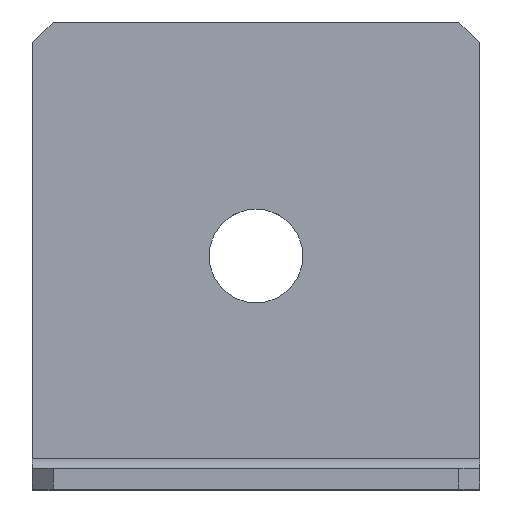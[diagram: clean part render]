
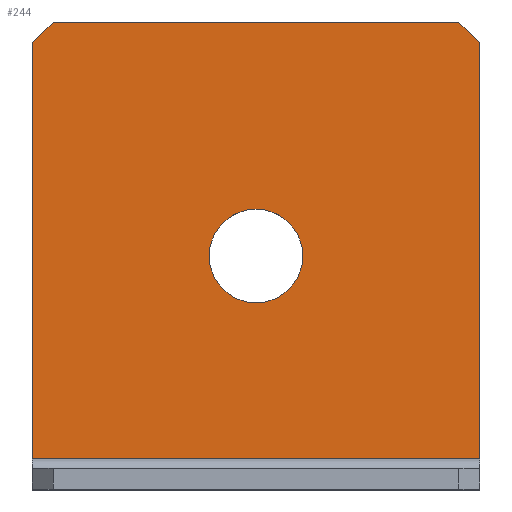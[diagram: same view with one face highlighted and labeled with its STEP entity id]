
A CAD part, top view. The second image highlights one B-rep face of the part: STEP entity #244.
In plain terms, the highlighted planar face has unit normal (0, 0, 1).
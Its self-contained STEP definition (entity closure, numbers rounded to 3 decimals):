
#1 = LINE ( 'NONE', #166, #551 ) ;
#13 = ORIENTED_EDGE ( 'NONE', *, *, #425, .F. ) ;
#14 = DIRECTION ( 'NONE',  ( 0., 0., -1. ) ) ;
#16 = EDGE_CURVE ( 'NONE', #431, #231, #348, .T. ) ;
#18 = DIRECTION ( 'NONE',  ( -0.707, -0.707, 0. ) ) ;
#21 = VECTOR ( 'NONE', #299, 1000. ) ;
#23 = CIRCLE ( 'NONE', #75, 4.5 ) ;
#29 = VERTEX_POINT ( 'NONE', #190 ) ;
#32 = ORIENTED_EDGE ( 'NONE', *, *, #377, .T. ) ;
#37 = EDGE_CURVE ( 'NONE', #606, #29, #293, .T. ) ;
#44 = CARTESIAN_POINT ( 'NONE',  ( 21.5, 43., 2. ) ) ;
#55 = CARTESIAN_POINT ( 'NONE',  ( -19.5, 45., 2. ) ) ;
#58 = CARTESIAN_POINT ( 'NONE',  ( 4.5, 22.5, 2. ) ) ;
#75 = AXIS2_PLACEMENT_3D ( 'NONE', #672, #83, #410 ) ;
#77 = EDGE_LOOP ( 'NONE', ( #82, #13 ) ) ;
#81 = EDGE_LOOP ( 'NONE', ( #426, #32, #176, #133, #596, #214 ) ) ;
#82 = ORIENTED_EDGE ( 'NONE', *, *, #216, .F. ) ;
#83 = DIRECTION ( 'NONE',  ( 0., 0., 1. ) ) ;
#103 = VECTOR ( 'NONE', #646, 1000. ) ;
#106 = CARTESIAN_POINT ( 'NONE',  ( -4.5, 22.5, 2. ) ) ;
#132 = AXIS2_PLACEMENT_3D ( 'NONE', #638, #14, #174 ) ;
#133 = ORIENTED_EDGE ( 'NONE', *, *, #323, .T. ) ;
#143 = VECTOR ( 'NONE', #144, 1000. ) ;
#144 = DIRECTION ( 'NONE',  ( -1., 0., 0. ) ) ;
#156 = CARTESIAN_POINT ( 'NONE',  ( 21.5, 43., 2. ) ) ;
#166 = CARTESIAN_POINT ( 'NONE',  ( -21.5, 0., 2. ) ) ;
#172 = VERTEX_POINT ( 'NONE', #58 ) ;
#174 = DIRECTION ( 'NONE',  ( -1., 0., 0. ) ) ;
#176 = ORIENTED_EDGE ( 'NONE', *, *, #16, .T. ) ;
#190 = CARTESIAN_POINT ( 'NONE',  ( -21.5, 3., 2. ) ) ;
#196 = VECTOR ( 'NONE', #18, 1000. ) ;
#209 = DIRECTION ( 'NONE',  ( 0., -1., 0. ) ) ;
#214 = ORIENTED_EDGE ( 'NONE', *, *, #37, .F. ) ;
#216 = EDGE_CURVE ( 'NONE', #172, #593, #294, .T. ) ;
#231 = VERTEX_POINT ( 'NONE', #55 ) ;
#235 = LINE ( 'NONE', #339, #103 ) ;
#244 = ADVANCED_FACE ( 'NONE', ( #582, #326 ), #435, .F. ) ;
#248 = LINE ( 'NONE', #44, #260 ) ;
#256 = EDGE_CURVE ( 'NONE', #606, #556, #235, .T. ) ;
#260 = VECTOR ( 'NONE', #666, 1000. ) ;
#272 = AXIS2_PLACEMENT_3D ( 'NONE', #467, #374, #419 ) ;
#293 = LINE ( 'NONE', #356, #21 ) ;
#294 = CIRCLE ( 'NONE', #272, 4.5 ) ;
#299 = DIRECTION ( 'NONE',  ( -1., 0., 0. ) ) ;
#323 = EDGE_CURVE ( 'NONE', #231, #403, #595, .T. ) ;
#326 = FACE_BOUND ( 'NONE', #77, .T. ) ;
#339 = CARTESIAN_POINT ( 'NONE',  ( 21.5, 0., 2. ) ) ;
#348 = LINE ( 'NONE', #550, #143 ) ;
#356 = CARTESIAN_POINT ( 'NONE',  ( 21.5, 3., 2. ) ) ;
#374 = DIRECTION ( 'NONE',  ( 0., 0., 1. ) ) ;
#377 = EDGE_CURVE ( 'NONE', #556, #431, #248, .T. ) ;
#403 = VERTEX_POINT ( 'NONE', #661 ) ;
#410 = DIRECTION ( 'NONE',  ( 1., 0., 0. ) ) ;
#413 = CARTESIAN_POINT ( 'NONE',  ( 19.5, 45., 2. ) ) ;
#419 = DIRECTION ( 'NONE',  ( 1., 0., 0. ) ) ;
#425 = EDGE_CURVE ( 'NONE', #593, #172, #23, .T. ) ;
#426 = ORIENTED_EDGE ( 'NONE', *, *, #256, .T. ) ;
#431 = VERTEX_POINT ( 'NONE', #413 ) ;
#435 = PLANE ( 'NONE',  #132 ) ;
#467 = CARTESIAN_POINT ( 'NONE',  ( 0., 22.5, 2. ) ) ;
#490 = CARTESIAN_POINT ( 'NONE',  ( -19.5, 45., 2. ) ) ;
#518 = CARTESIAN_POINT ( 'NONE',  ( 21.5, 3., 2. ) ) ;
#550 = CARTESIAN_POINT ( 'NONE',  ( -21.5, 45., 2. ) ) ;
#551 = VECTOR ( 'NONE', #209, 1000. ) ;
#556 = VERTEX_POINT ( 'NONE', #156 ) ;
#582 = FACE_OUTER_BOUND ( 'NONE', #81, .T. ) ;
#593 = VERTEX_POINT ( 'NONE', #106 ) ;
#595 = LINE ( 'NONE', #490, #196 ) ;
#596 = ORIENTED_EDGE ( 'NONE', *, *, #616, .T. ) ;
#606 = VERTEX_POINT ( 'NONE', #518 ) ;
#616 = EDGE_CURVE ( 'NONE', #403, #29, #1, .T. ) ;
#638 = CARTESIAN_POINT ( 'NONE',  ( 0., 0., 2. ) ) ;
#646 = DIRECTION ( 'NONE',  ( 0., 1., 0. ) ) ;
#661 = CARTESIAN_POINT ( 'NONE',  ( -21.5, 43., 2. ) ) ;
#666 = DIRECTION ( 'NONE',  ( -0.707, 0.707, 0. ) ) ;
#672 = CARTESIAN_POINT ( 'NONE',  ( 0., 22.5, 2. ) ) ;
